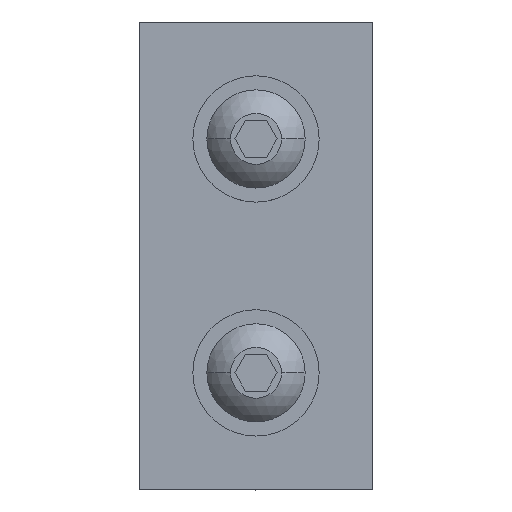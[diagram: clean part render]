
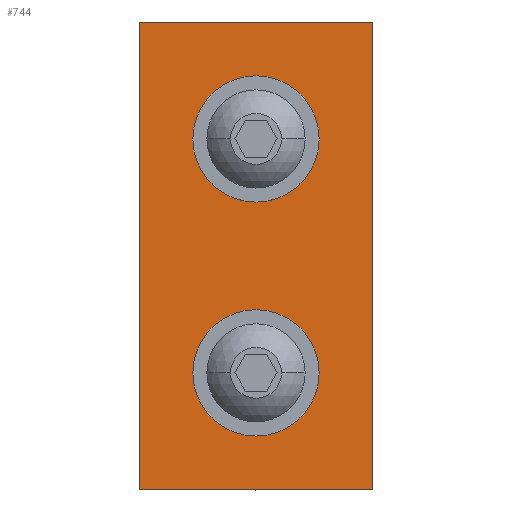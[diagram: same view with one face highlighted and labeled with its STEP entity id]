
A CAD part, top view. The second image highlights one B-rep face of the part: STEP entity #744.
In plain terms, the highlighted planar face has unit normal (0, 0, 1).
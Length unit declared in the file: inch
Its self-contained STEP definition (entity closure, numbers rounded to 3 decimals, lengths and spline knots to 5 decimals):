
#3 = EDGE_CURVE ( 'NONE', #1781, #553, #90, .T. ) ;
#5 = VERTEX_POINT ( 'NONE', #95 ) ;
#17 = EDGE_CURVE ( 'NONE', #63, #5, #161, .T. ) ;
#34 = EDGE_CURVE ( 'NONE', #553, #1693, #321, .T. ) ;
#42 = VERTEX_POINT ( 'NONE', #463 ) ;
#63 = VERTEX_POINT ( 'NONE', #722 ) ;
#90 = LINE ( 'NONE', #91, #92 ) ;
#91 = CARTESIAN_POINT ( 'NONE',  ( 1., 2., 0.188 ) ) ;
#92 = VECTOR ( 'NONE', #93, 39.37008 ) ;
#93 = DIRECTION ( 'NONE',  ( 0., 1., 0. ) ) ;
#95 = CARTESIAN_POINT ( 'NONE',  ( 0.6285, 1.5, 0.188 ) ) ;
#111 = EDGE_CURVE ( 'NONE', #5, #63, #730, .T. ) ;
#127 = CARTESIAN_POINT ( 'NONE',  ( 1., 0., 0.188 ) ) ;
#161 = CIRCLE ( 'NONE', #162, 0.1285 ) ;
#162 = AXIS2_PLACEMENT_3D ( 'NONE', #163, #164, #165 ) ;
#163 = CARTESIAN_POINT ( 'NONE',  ( 0.5, 1.5, 0.188 ) ) ;
#164 = DIRECTION ( 'NONE',  ( 0., 0., 1. ) ) ;
#165 = DIRECTION ( 'NONE',  ( 1., 0., 0. ) ) ;
#213 = EDGE_LOOP ( 'NONE', ( #1659, #1730 ) ) ;
#238 = CARTESIAN_POINT ( 'NONE',  ( 0., 0., 0.188 ) ) ;
#321 = LINE ( 'NONE', #322, #323 ) ;
#322 = CARTESIAN_POINT ( 'NONE',  ( 0., 2., 0.188 ) ) ;
#323 = VECTOR ( 'NONE', #324, 39.37008 ) ;
#324 = DIRECTION ( 'NONE',  ( -1., 0., 0. ) ) ;
#403 = FACE_BOUND ( 'NONE', #213, .T. ) ;
#404 = FACE_BOUND ( 'NONE', #502, .T. ) ;
#405 = FACE_OUTER_BOUND ( 'NONE', #1635, .T. ) ;
#406 = PLANE ( 'NONE',  #407 ) ;
#407 = AXIS2_PLACEMENT_3D ( 'NONE', #408, #409, #410 ) ;
#408 = CARTESIAN_POINT ( 'NONE',  ( 0., 0., 0.188 ) ) ;
#409 = DIRECTION ( 'NONE',  ( 0., 0., 1. ) ) ;
#410 = DIRECTION ( 'NONE',  ( 1., 0., 0. ) ) ;
#463 = CARTESIAN_POINT ( 'NONE',  ( 0.3715, 0.5, 0.188 ) ) ;
#502 = EDGE_LOOP ( 'NONE', ( #1762, #1798 ) ) ;
#511 = CARTESIAN_POINT ( 'NONE',  ( 0.6285, 0.5, 0.188 ) ) ;
#512 = LINE ( 'NONE', #513, #514 ) ;
#513 = CARTESIAN_POINT ( 'NONE',  ( 0., 0., 0.188 ) ) ;
#514 = VECTOR ( 'NONE', #515, 39.37008 ) ;
#515 = DIRECTION ( 'NONE',  ( 1., 0., 0. ) ) ;
#553 = VERTEX_POINT ( 'NONE', #896 ) ;
#664 = CIRCLE ( 'NONE', #665, 0.1285 ) ;
#665 = AXIS2_PLACEMENT_3D ( 'NONE', #666, #667, #668 ) ;
#666 = CARTESIAN_POINT ( 'NONE',  ( 0.5, 0.5, 0.188 ) ) ;
#667 = DIRECTION ( 'NONE',  ( 0., 0., 1. ) ) ;
#668 = DIRECTION ( 'NONE',  ( 1., 0., 0. ) ) ;
#722 = CARTESIAN_POINT ( 'NONE',  ( 0.3715, 1.5, 0.188 ) ) ;
#730 = CIRCLE ( 'NONE', #731, 0.1285 ) ;
#731 = AXIS2_PLACEMENT_3D ( 'NONE', #732, #733, #734 ) ;
#732 = CARTESIAN_POINT ( 'NONE',  ( 0.5, 1.5, 0.188 ) ) ;
#733 = DIRECTION ( 'NONE',  ( 0., 0., 1. ) ) ;
#734 = DIRECTION ( 'NONE',  ( 1., 0., 0. ) ) ;
#744 = ADVANCED_FACE ( 'NONE', ( #403, #404, #405 ), #406, .T. ) ;
#839 = CARTESIAN_POINT ( 'NONE',  ( 0., 2., 0.188 ) ) ;
#868 = CIRCLE ( 'NONE', #869, 0.1285 ) ;
#869 = AXIS2_PLACEMENT_3D ( 'NONE', #870, #871, #872 ) ;
#870 = CARTESIAN_POINT ( 'NONE',  ( 0.5, 0.5, 0.188 ) ) ;
#871 = DIRECTION ( 'NONE',  ( 0., 0., 1. ) ) ;
#872 = DIRECTION ( 'NONE',  ( 1., 0., 0. ) ) ;
#896 = CARTESIAN_POINT ( 'NONE',  ( 1., 2., 0.188 ) ) ;
#914 = LINE ( 'NONE', #915, #916 ) ;
#915 = CARTESIAN_POINT ( 'NONE',  ( 0., 2., 0.188 ) ) ;
#916 = VECTOR ( 'NONE', #917, 39.37008 ) ;
#917 = DIRECTION ( 'NONE',  ( 0., -1., 0. ) ) ;
#1099 = ORIENTED_EDGE ( 'NONE', *, *, #1716, .T. ) ;
#1619 = ORIENTED_EDGE ( 'NONE', *, *, #3, .T. ) ;
#1635 = EDGE_LOOP ( 'NONE', ( #1099, #1822, #1619, #1819 ) ) ;
#1659 = ORIENTED_EDGE ( 'NONE', *, *, #111, .F. ) ;
#1693 = VERTEX_POINT ( 'NONE', #839 ) ;
#1699 = EDGE_CURVE ( 'NONE', #1747, #42, #868, .T. ) ;
#1716 = EDGE_CURVE ( 'NONE', #1693, #1793, #914, .T. ) ;
#1730 = ORIENTED_EDGE ( 'NONE', *, *, #17, .F. ) ;
#1747 = VERTEX_POINT ( 'NONE', #511 ) ;
#1762 = ORIENTED_EDGE ( 'NONE', *, *, #1699, .F. ) ;
#1767 = EDGE_CURVE ( 'NONE', #42, #1747, #664, .T. ) ;
#1781 = VERTEX_POINT ( 'NONE', #127 ) ;
#1793 = VERTEX_POINT ( 'NONE', #238 ) ;
#1798 = ORIENTED_EDGE ( 'NONE', *, *, #1767, .F. ) ;
#1817 = EDGE_CURVE ( 'NONE', #1793, #1781, #512, .T. ) ;
#1819 = ORIENTED_EDGE ( 'NONE', *, *, #34, .T. ) ;
#1822 = ORIENTED_EDGE ( 'NONE', *, *, #1817, .T. ) ;
